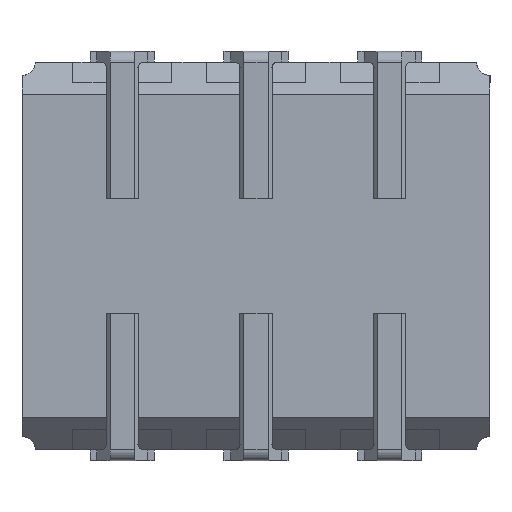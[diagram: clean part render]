
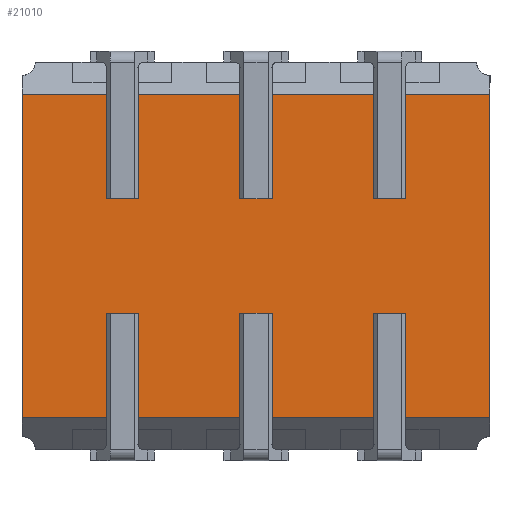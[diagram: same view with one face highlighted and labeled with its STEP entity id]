
A CAD part, front view. The second image highlights one B-rep face of the part: STEP entity #21010.
In plain terms, the highlighted planar face has unit normal (0, -1, 0).
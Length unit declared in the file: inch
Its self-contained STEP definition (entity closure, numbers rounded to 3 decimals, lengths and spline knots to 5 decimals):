
#105 = LINE ( 'NONE', #3390, #5805 ) ;
#1055 = CARTESIAN_POINT ( 'NONE',  ( -0.17313, -0.00597, 0.145 ) ) ;
#1098 = VECTOR ( 'NONE', #3293, 39.37008 ) ;
#1825 = DIRECTION ( 'NONE',  ( -1., 0., 0. ) ) ;
#2813 = VECTOR ( 'NONE', #13225, 39.37008 ) ;
#2915 = CARTESIAN_POINT ( 'NONE',  ( 0.17687, -0.00597, -0.121 ) ) ;
#3293 = DIRECTION ( 'NONE',  ( 1., 0., 0. ) ) ;
#3390 = CARTESIAN_POINT ( 'NONE',  ( -0.17313, -0.00597, 0.121 ) ) ;
#3834 = EDGE_LOOP ( 'NONE', ( #17867, #4545, #10972, #16538 ) ) ;
#4154 = DIRECTION ( 'NONE',  ( 0., 0., 1. ) ) ;
#4545 = ORIENTED_EDGE ( 'NONE', *, *, #12727, .T. ) ;
#4675 = EDGE_CURVE ( 'NONE', #15929, #20472, #105, .T. ) ;
#4764 = VERTEX_POINT ( 'NONE', #14915 ) ;
#5745 = DIRECTION ( 'NONE',  ( 0., 1., 0. ) ) ;
#5805 = VECTOR ( 'NONE', #1825, 39.37008 ) ;
#6701 = CARTESIAN_POINT ( 'NONE',  ( 0.17687, -0.00597, 0.121 ) ) ;
#9337 = FACE_OUTER_BOUND ( 'NONE', #3834, .T. ) ;
#10211 = LINE ( 'NONE', #11842, #2813 ) ;
#10561 = EDGE_CURVE ( 'NONE', #15929, #14482, #10211, .T. ) ;
#10972 = ORIENTED_EDGE ( 'NONE', *, *, #10561, .F. ) ;
#11048 = DIRECTION ( 'NONE',  ( 0., 0., -1. ) ) ;
#11187 = CARTESIAN_POINT ( 'NONE',  ( -0.17313, -0.00597, 0.121 ) ) ;
#11389 = CARTESIAN_POINT ( 'NONE',  ( 0.16687, -0.00597, -0.121 ) ) ;
#11842 = CARTESIAN_POINT ( 'NONE',  ( 0.17687, -0.00597, 0.145 ) ) ;
#12344 = CARTESIAN_POINT ( 'NONE',  ( -0.17313, -0.00597, 0.145 ) ) ;
#12353 = VECTOR ( 'NONE', #11048, 39.37008 ) ;
#12727 = EDGE_CURVE ( 'NONE', #4764, #14482, #14506, .T. ) ;
#13225 = DIRECTION ( 'NONE',  ( 0., 0., -1. ) ) ;
#14155 = PLANE ( 'NONE',  #20646 ) ;
#14482 = VERTEX_POINT ( 'NONE', #2915 ) ;
#14506 = LINE ( 'NONE', #11389, #1098 ) ;
#14915 = CARTESIAN_POINT ( 'NONE',  ( -0.17313, -0.00597, -0.121 ) ) ;
#15929 = VERTEX_POINT ( 'NONE', #6701 ) ;
#16538 = ORIENTED_EDGE ( 'NONE', *, *, #4675, .T. ) ;
#16736 = EDGE_CURVE ( 'NONE', #20472, #4764, #19054, .T. ) ;
#17867 = ORIENTED_EDGE ( 'NONE', *, *, #16736, .T. ) ;
#19054 = LINE ( 'NONE', #12344, #12353 ) ;
#20472 = VERTEX_POINT ( 'NONE', #11187 ) ;
#20646 = AXIS2_PLACEMENT_3D ( 'NONE', #1055, #5745, #4154 ) ;
#21010 = ADVANCED_FACE ( 'NONE', ( #9337 ), #14155, .F. ) ;
